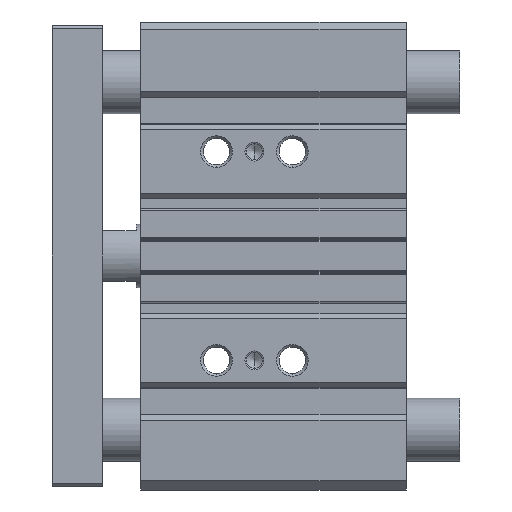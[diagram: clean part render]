
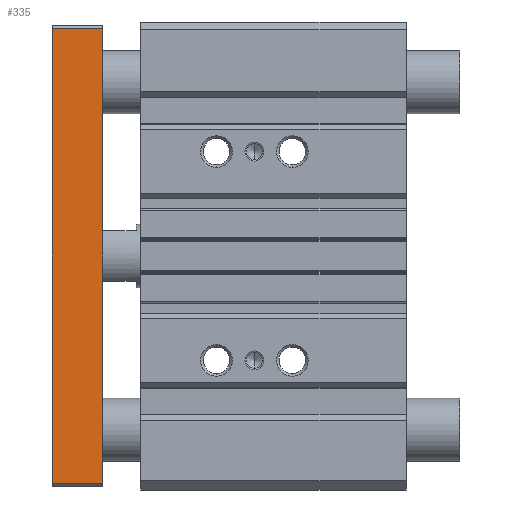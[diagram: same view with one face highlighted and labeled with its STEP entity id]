
A CAD part, front view. The second image highlights one B-rep face of the part: STEP entity #335.
In plain terms, the highlighted planar face has unit normal (0, -1, 0).
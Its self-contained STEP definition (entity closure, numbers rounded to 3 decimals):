
#24 = CARTESIAN_POINT ( 'NONE',  ( -12., -30., 71.8 ) ) ;
#335 = ADVANCED_FACE ( 'NONE', ( #9871 ), #4795, .T. ) ;
#523 = VECTOR ( 'NONE', #1347, 1000. ) ;
#1036 = EDGE_CURVE ( 'NONE', #10199, #6425, #5090, .T. ) ;
#1186 = LINE ( 'NONE', #3490, #11796 ) ;
#1347 = DIRECTION ( 'NONE',  ( -1., 0., 0. ) ) ;
#1943 = ORIENTED_EDGE ( 'NONE', *, *, #1036, .T. ) ;
#2165 = DIRECTION ( 'NONE',  ( -1., 0., 0. ) ) ;
#3157 = EDGE_CURVE ( 'NONE', #10199, #6037, #1186, .T. ) ;
#3348 = LINE ( 'NONE', #9439, #523 ) ;
#3490 = CARTESIAN_POINT ( 'NONE',  ( -12., -30., 0. ) ) ;
#3792 = DIRECTION ( 'NONE',  ( 0., 0., -1. ) ) ;
#3990 = ORIENTED_EDGE ( 'NONE', *, *, #10864, .F. ) ;
#4641 = VECTOR ( 'NONE', #2165, 1000. ) ;
#4795 = PLANE ( 'NONE',  #8941 ) ;
#5090 = LINE ( 'NONE', #24, #4641 ) ;
#5476 = ORIENTED_EDGE ( 'NONE', *, *, #10879, .T. ) ;
#5822 = VERTEX_POINT ( 'NONE', #8886 ) ;
#6037 = VERTEX_POINT ( 'NONE', #11463 ) ;
#6425 = VERTEX_POINT ( 'NONE', #8526 ) ;
#6432 = DIRECTION ( 'NONE',  ( 0., 0., -1. ) ) ;
#7595 = CARTESIAN_POINT ( 'NONE',  ( -12., -30., 71.8 ) ) ;
#8244 = LINE ( 'NONE', #9316, #9690 ) ;
#8526 = CARTESIAN_POINT ( 'NONE',  ( -28., -30., 71.8 ) ) ;
#8876 = CARTESIAN_POINT ( 'NONE',  ( -12., -30., 71.8 ) ) ;
#8886 = CARTESIAN_POINT ( 'NONE',  ( -28., -30., -71.8 ) ) ;
#8941 = AXIS2_PLACEMENT_3D ( 'NONE', #8876, #12950, #3792 ) ;
#9316 = CARTESIAN_POINT ( 'NONE',  ( -28., -30., 71.8 ) ) ;
#9439 = CARTESIAN_POINT ( 'NONE',  ( -12., -30., -71.8 ) ) ;
#9690 = VECTOR ( 'NONE', #6432, 1000. ) ;
#9871 = FACE_OUTER_BOUND ( 'NONE', #11577, .T. ) ;
#10199 = VERTEX_POINT ( 'NONE', #7595 ) ;
#10864 = EDGE_CURVE ( 'NONE', #6037, #5822, #3348, .T. ) ;
#10879 = EDGE_CURVE ( 'NONE', #6425, #5822, #8244, .T. ) ;
#11445 = DIRECTION ( 'NONE',  ( 0., 0., -1. ) ) ;
#11463 = CARTESIAN_POINT ( 'NONE',  ( -12., -30., -71.8 ) ) ;
#11577 = EDGE_LOOP ( 'NONE', ( #13147, #1943, #5476, #3990 ) ) ;
#11796 = VECTOR ( 'NONE', #11445, 1000. ) ;
#12950 = DIRECTION ( 'NONE',  ( 0., -1., 0. ) ) ;
#13147 = ORIENTED_EDGE ( 'NONE', *, *, #3157, .F. ) ;
